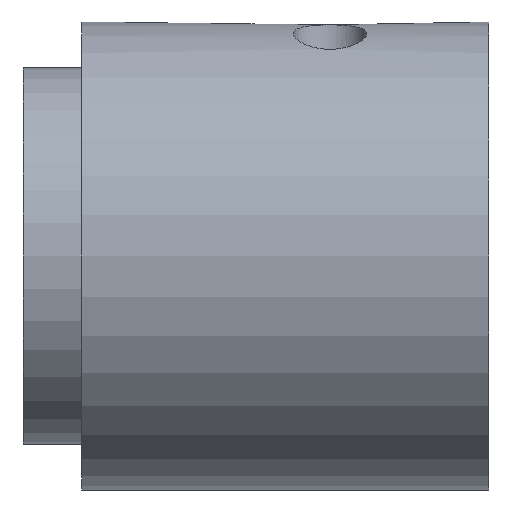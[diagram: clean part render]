
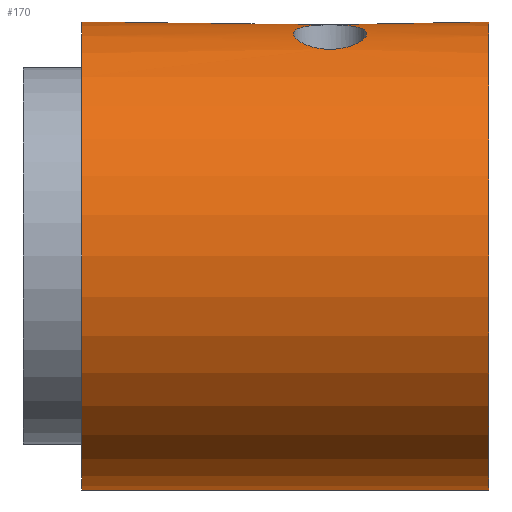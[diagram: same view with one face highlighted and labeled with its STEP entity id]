
A CAD part, left-side view. The second image highlights one B-rep face of the part: STEP entity #170.
In plain terms, the highlighted cylindrical face has radius 16 mm (diameter 32 mm), a full revolution.
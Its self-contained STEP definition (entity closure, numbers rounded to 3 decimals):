
#21=FACE_BOUND('',#61,.T.);
#22=FACE_BOUND('',#62,.T.);
#27=CIRCLE('',#195,16.);
#30=CIRCLE('',#201,16.);
#44=FACE_OUTER_BOUND('',#60,.T.);
#60=EDGE_LOOP('',(#147,#148,#149,#150));
#61=EDGE_LOOP('',(#151,#152));
#62=EDGE_LOOP('',(#153,#154));
#68=LINE('',#425,#74);
#74=VECTOR('',#246,16.);
#75=B_SPLINE_CURVE_WITH_KNOTS('',3,(#251,#252,#253,#254,#255,#256,#257,
#258,#259,#260,#261,#262,#263,#264,#265,#266,#267,#268),.UNSPECIFIED.,.F.,
 .F.,(4,2,2,2,2,2,2,2,4),(0.,0.094,0.188,0.285,
0.383,0.485,0.587,0.681,
0.776),.UNSPECIFIED.);
#76=B_SPLINE_CURVE_WITH_KNOTS('',3,(#269,#270,#271,#272,#273,#274,#275,
#276,#277,#278,#279,#280,#281,#282,#283,#284,#285,#286),.UNSPECIFIED.,.F.,
 .F.,(4,2,2,2,2,2,2,2,4),(0.776,0.87,0.964,
1.066,1.168,1.266,1.363,1.457,
1.551),.UNSPECIFIED.);
#78=B_SPLINE_CURVE_WITH_KNOTS('',3,(#326,#327,#328,#329,#330,#331,#332,
#333,#334,#335,#336,#337,#338,#339,#340,#341,#342,#343),.UNSPECIFIED.,.F.,
 .F.,(4,2,2,2,2,2,2,2,4),(0.,0.094,0.189,0.291,
0.393,0.49,0.588,0.682,0.776),
 .UNSPECIFIED.);
#79=B_SPLINE_CURVE_WITH_KNOTS('',3,(#344,#345,#346,#347,#348,#349,#350,
#351,#352,#353,#354,#355,#356,#357,#358,#359,#360,#361),.UNSPECIFIED.,.F.,
 .F.,(4,2,2,2,2,2,2,2,4),(0.776,0.869,0.963,
1.061,1.158,1.26,1.362,1.457,
1.551),.UNSPECIFIED.);
#81=VERTEX_POINT('',#249);
#82=VERTEX_POINT('',#250);
#84=VERTEX_POINT('',#324);
#85=VERTEX_POINT('',#325);
#91=VERTEX_POINT('',#412);
#94=VERTEX_POINT('',#422);
#95=EDGE_CURVE('',#81,#82,#75,.T.);
#96=EDGE_CURVE('',#82,#81,#76,.T.);
#99=EDGE_CURVE('',#84,#85,#78,.T.);
#100=EDGE_CURVE('',#85,#84,#79,.T.);
#109=EDGE_CURVE('',#91,#91,#27,.T.);
#113=EDGE_CURVE('',#94,#94,#30,.T.);
#114=EDGE_CURVE('',#94,#91,#68,.T.);
#147=ORIENTED_EDGE('',*,*,#113,.F.);
#148=ORIENTED_EDGE('',*,*,#114,.T.);
#149=ORIENTED_EDGE('',*,*,#109,.T.);
#150=ORIENTED_EDGE('',*,*,#114,.F.);
#151=ORIENTED_EDGE('',*,*,#95,.T.);
#152=ORIENTED_EDGE('',*,*,#96,.T.);
#153=ORIENTED_EDGE('',*,*,#99,.T.);
#154=ORIENTED_EDGE('',*,*,#100,.T.);
#160=CYLINDRICAL_SURFACE('',#202,16.);
#170=ADVANCED_FACE('',(#44,#21,#22),#160,.T.);
#195=AXIS2_PLACEMENT_3D('',#413,#229,#230);
#201=AXIS2_PLACEMENT_3D('',#423,#242,#243);
#202=AXIS2_PLACEMENT_3D('',#424,#244,#245);
#229=DIRECTION('center_axis',(0.,-1.,0.));
#230=DIRECTION('ref_axis',(1.,0.,0.));
#242=DIRECTION('center_axis',(0.,-1.,0.));
#243=DIRECTION('ref_axis',(1.,0.,0.));
#244=DIRECTION('center_axis',(0.,-1.,0.));
#245=DIRECTION('ref_axis',(1.,0.,0.));
#246=DIRECTION('',(0.,1.,0.));
#249=CARTESIAN_POINT('',(-22.5,-238.934,83.704));
#250=CARTESIAN_POINT('',(-27.5,-238.934,82.034));
#251=CARTESIAN_POINT('Ctrl Pts',(-22.5,-238.934,83.704));
#252=CARTESIAN_POINT('Ctrl Pts',(-22.5,-239.248,83.704));
#253=CARTESIAN_POINT('Ctrl Pts',(-22.562,-239.581,83.695));
#254=CARTESIAN_POINT('Ctrl Pts',(-22.815,-240.194,83.652));
#255=CARTESIAN_POINT('Ctrl Pts',(-23.006,-240.473,83.618));
#256=CARTESIAN_POINT('Ctrl Pts',(-23.45,-240.922,83.526));
#257=CARTESIAN_POINT('Ctrl Pts',(-23.736,-241.118,83.462));
#258=CARTESIAN_POINT('Ctrl Pts',(-24.357,-241.374,83.3));
#259=CARTESIAN_POINT('Ctrl Pts',(-24.691,-241.434,83.201));
#260=CARTESIAN_POINT('Ctrl Pts',(-25.322,-241.434,82.994));
#261=CARTESIAN_POINT('Ctrl Pts',(-25.663,-241.369,82.869));
#262=CARTESIAN_POINT('Ctrl Pts',(-26.287,-241.104,82.618));
#263=CARTESIAN_POINT('Ctrl Pts',(-26.571,-240.906,82.492));
#264=CARTESIAN_POINT('Ctrl Pts',(-27.003,-240.46,82.289));
#265=CARTESIAN_POINT('Ctrl Pts',(-27.188,-240.187,82.196));
#266=CARTESIAN_POINT('Ctrl Pts',(-27.437,-239.582,82.068));
#267=CARTESIAN_POINT('Ctrl Pts',(-27.5,-239.249,82.034));
#268=CARTESIAN_POINT('Ctrl Pts',(-27.5,-238.934,82.034));
#269=CARTESIAN_POINT('Ctrl Pts',(-27.5,-238.934,82.034));
#270=CARTESIAN_POINT('Ctrl Pts',(-27.5,-238.62,82.034));
#271=CARTESIAN_POINT('Ctrl Pts',(-27.437,-238.287,82.068));
#272=CARTESIAN_POINT('Ctrl Pts',(-27.188,-237.682,82.196));
#273=CARTESIAN_POINT('Ctrl Pts',(-27.003,-237.409,82.289));
#274=CARTESIAN_POINT('Ctrl Pts',(-26.571,-236.963,82.492));
#275=CARTESIAN_POINT('Ctrl Pts',(-26.287,-236.765,82.618));
#276=CARTESIAN_POINT('Ctrl Pts',(-25.663,-236.5,82.869));
#277=CARTESIAN_POINT('Ctrl Pts',(-25.322,-236.434,82.994));
#278=CARTESIAN_POINT('Ctrl Pts',(-24.691,-236.434,83.201));
#279=CARTESIAN_POINT('Ctrl Pts',(-24.357,-236.495,83.3));
#280=CARTESIAN_POINT('Ctrl Pts',(-23.736,-236.751,83.462));
#281=CARTESIAN_POINT('Ctrl Pts',(-23.45,-236.947,83.526));
#282=CARTESIAN_POINT('Ctrl Pts',(-23.006,-237.396,83.618));
#283=CARTESIAN_POINT('Ctrl Pts',(-22.815,-237.675,83.652));
#284=CARTESIAN_POINT('Ctrl Pts',(-22.562,-238.288,83.695));
#285=CARTESIAN_POINT('Ctrl Pts',(-22.5,-238.621,83.704));
#286=CARTESIAN_POINT('Ctrl Pts',(-22.5,-238.934,83.704));
#324=CARTESIAN_POINT('',(-12.5,-238.934,82.034));
#325=CARTESIAN_POINT('',(-17.5,-238.934,83.704));
#326=CARTESIAN_POINT('Ctrl Pts',(-12.5,-238.934,82.034));
#327=CARTESIAN_POINT('Ctrl Pts',(-12.5,-239.249,82.034));
#328=CARTESIAN_POINT('Ctrl Pts',(-12.563,-239.582,82.068));
#329=CARTESIAN_POINT('Ctrl Pts',(-12.812,-240.187,82.196));
#330=CARTESIAN_POINT('Ctrl Pts',(-12.997,-240.46,82.289));
#331=CARTESIAN_POINT('Ctrl Pts',(-13.429,-240.906,82.492));
#332=CARTESIAN_POINT('Ctrl Pts',(-13.713,-241.104,82.618));
#333=CARTESIAN_POINT('Ctrl Pts',(-14.337,-241.369,82.869));
#334=CARTESIAN_POINT('Ctrl Pts',(-14.678,-241.434,82.994));
#335=CARTESIAN_POINT('Ctrl Pts',(-15.309,-241.434,83.201));
#336=CARTESIAN_POINT('Ctrl Pts',(-15.643,-241.374,83.3));
#337=CARTESIAN_POINT('Ctrl Pts',(-16.264,-241.118,83.462));
#338=CARTESIAN_POINT('Ctrl Pts',(-16.55,-240.922,83.526));
#339=CARTESIAN_POINT('Ctrl Pts',(-16.994,-240.473,83.618));
#340=CARTESIAN_POINT('Ctrl Pts',(-17.185,-240.194,83.652));
#341=CARTESIAN_POINT('Ctrl Pts',(-17.438,-239.581,83.695));
#342=CARTESIAN_POINT('Ctrl Pts',(-17.5,-239.248,83.704));
#343=CARTESIAN_POINT('Ctrl Pts',(-17.5,-238.934,83.704));
#344=CARTESIAN_POINT('Ctrl Pts',(-17.5,-238.934,83.704));
#345=CARTESIAN_POINT('Ctrl Pts',(-17.5,-238.621,83.704));
#346=CARTESIAN_POINT('Ctrl Pts',(-17.438,-238.288,83.695));
#347=CARTESIAN_POINT('Ctrl Pts',(-17.185,-237.675,83.652));
#348=CARTESIAN_POINT('Ctrl Pts',(-16.994,-237.396,83.618));
#349=CARTESIAN_POINT('Ctrl Pts',(-16.55,-236.947,83.526));
#350=CARTESIAN_POINT('Ctrl Pts',(-16.264,-236.751,83.462));
#351=CARTESIAN_POINT('Ctrl Pts',(-15.643,-236.495,83.3));
#352=CARTESIAN_POINT('Ctrl Pts',(-15.309,-236.434,83.201));
#353=CARTESIAN_POINT('Ctrl Pts',(-14.678,-236.434,82.994));
#354=CARTESIAN_POINT('Ctrl Pts',(-14.337,-236.5,82.869));
#355=CARTESIAN_POINT('Ctrl Pts',(-13.713,-236.765,82.618));
#356=CARTESIAN_POINT('Ctrl Pts',(-13.429,-236.963,82.492));
#357=CARTESIAN_POINT('Ctrl Pts',(-12.997,-237.409,82.289));
#358=CARTESIAN_POINT('Ctrl Pts',(-12.812,-237.682,82.196));
#359=CARTESIAN_POINT('Ctrl Pts',(-12.563,-238.287,82.068));
#360=CARTESIAN_POINT('Ctrl Pts',(-12.5,-238.62,82.034));
#361=CARTESIAN_POINT('Ctrl Pts',(-12.5,-238.934,82.034));
#412=CARTESIAN_POINT('',(-36.,-221.95,67.901));
#413=CARTESIAN_POINT('Origin',(-20.,-221.95,67.901));
#422=CARTESIAN_POINT('',(-36.,-249.782,67.901));
#423=CARTESIAN_POINT('Origin',(-20.,-249.782,67.901));
#424=CARTESIAN_POINT('Origin',(-20.,-27.5,67.901));
#425=CARTESIAN_POINT('',(-36.,-27.5,67.901));
